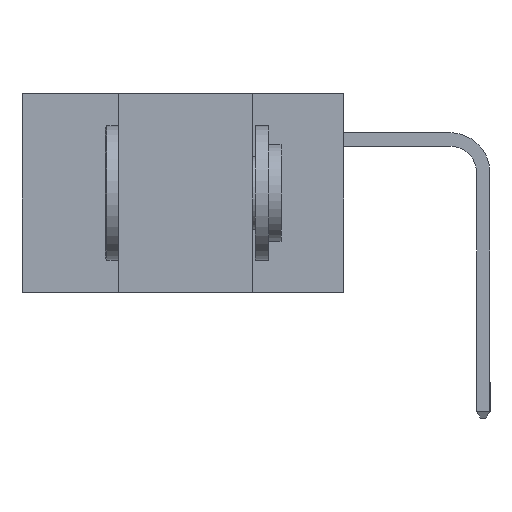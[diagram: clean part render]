
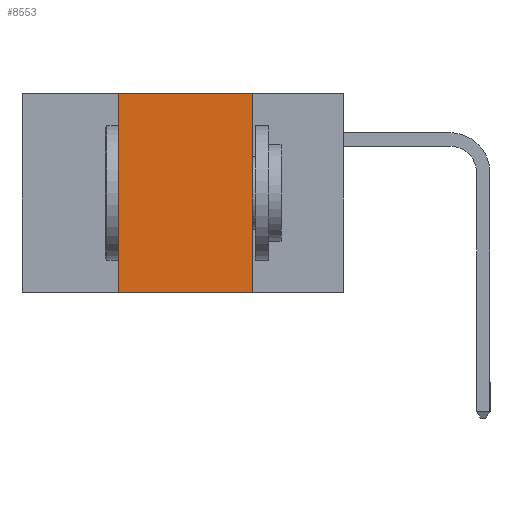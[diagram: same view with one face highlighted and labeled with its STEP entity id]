
A CAD part, left-side view. The second image highlights one B-rep face of the part: STEP entity #8553.
In plain terms, the highlighted planar face has unit normal (-1, 0, 0).
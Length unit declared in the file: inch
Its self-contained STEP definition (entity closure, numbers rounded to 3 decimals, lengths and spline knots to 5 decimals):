
#1041 = VECTOR ( 'NONE', #28155, 39.37008 ) ;
#1658 = ORIENTED_EDGE ( 'NONE', *, *, #13592, .T. ) ;
#2018 = LINE ( 'NONE', #22424, #18856 ) ;
#3245 = LINE ( 'NONE', #15237, #26135 ) ;
#3775 = VERTEX_POINT ( 'NONE', #7577 ) ;
#3891 = VERTEX_POINT ( 'NONE', #25490 ) ;
#4143 = CARTESIAN_POINT ( 'NONE',  ( 0., 0.42, -0.37 ) ) ;
#6172 = DIRECTION ( 'NONE',  ( 0., -1., 0. ) ) ;
#6269 = ORIENTED_EDGE ( 'NONE', *, *, #16718, .F. ) ;
#6472 = VERTEX_POINT ( 'NONE', #4143 ) ;
#6762 = EDGE_LOOP ( 'NONE', ( #6269, #18488, #24548, #1658 ) ) ;
#7058 = LINE ( 'NONE', #7504, #1041 ) ;
#7504 = CARTESIAN_POINT ( 'NONE',  ( 0., 0.42, 0. ) ) ;
#7577 = CARTESIAN_POINT ( 'NONE',  ( 0., 0.42, 0. ) ) ;
#8236 = DIRECTION ( 'NONE',  ( 0., -1., 0. ) ) ;
#8553 = ADVANCED_FACE ( 'NONE', ( #21342 ), #15539, .F. ) ;
#8938 = LINE ( 'NONE', #10399, #19067 ) ;
#10399 = CARTESIAN_POINT ( 'NONE',  ( 0., 0.6, 0. ) ) ;
#13592 = EDGE_CURVE ( 'NONE', #6472, #3891, #3245, .T. ) ;
#15039 = DIRECTION ( 'NONE',  ( 0., 0., -1. ) ) ;
#15147 = DIRECTION ( 'NONE',  ( 1., 0., 0. ) ) ;
#15187 = EDGE_CURVE ( 'NONE', #6472, #3775, #7058, .T. ) ;
#15237 = CARTESIAN_POINT ( 'NONE',  ( 0., 0.6, -0.37 ) ) ;
#15539 = PLANE ( 'NONE',  #21619 ) ;
#15830 = CARTESIAN_POINT ( 'NONE',  ( 0., 0.6, 0. ) ) ;
#16718 = EDGE_CURVE ( 'NONE', #17673, #3891, #2018, .T. ) ;
#17673 = VERTEX_POINT ( 'NONE', #23373 ) ;
#17934 = DIRECTION ( 'NONE',  ( 0., 0., -1. ) ) ;
#18488 = ORIENTED_EDGE ( 'NONE', *, *, #22668, .F. ) ;
#18856 = VECTOR ( 'NONE', #17934, 39.37008 ) ;
#19067 = VECTOR ( 'NONE', #8236, 39.37008 ) ;
#21342 = FACE_OUTER_BOUND ( 'NONE', #6762, .T. ) ;
#21619 = AXIS2_PLACEMENT_3D ( 'NONE', #15830, #15147, #15039 ) ;
#22424 = CARTESIAN_POINT ( 'NONE',  ( 0., 0.17, 0. ) ) ;
#22668 = EDGE_CURVE ( 'NONE', #3775, #17673, #8938, .T. ) ;
#23373 = CARTESIAN_POINT ( 'NONE',  ( 0., 0.17, 0. ) ) ;
#24548 = ORIENTED_EDGE ( 'NONE', *, *, #15187, .F. ) ;
#25490 = CARTESIAN_POINT ( 'NONE',  ( 0., 0.17, -0.37 ) ) ;
#26135 = VECTOR ( 'NONE', #6172, 39.37008 ) ;
#28155 = DIRECTION ( 'NONE',  ( 0., 0., 1. ) ) ;
